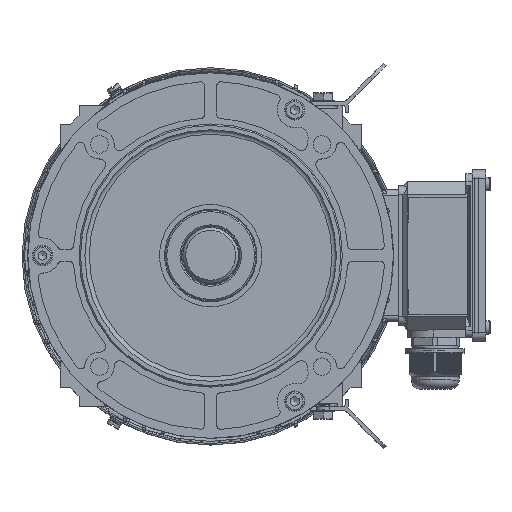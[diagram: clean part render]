
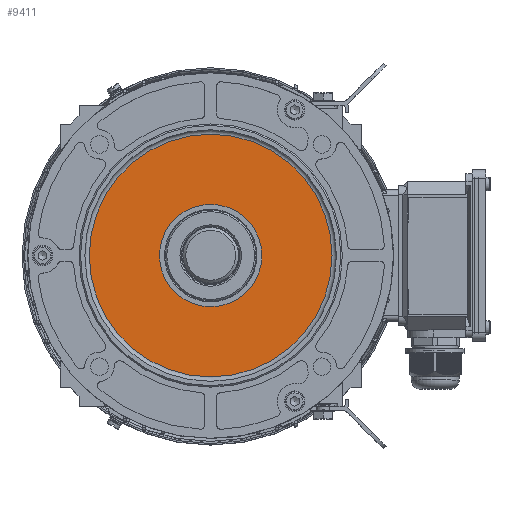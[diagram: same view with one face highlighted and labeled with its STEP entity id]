
A CAD part, top view. The second image highlights one B-rep face of the part: STEP entity #9411.
In plain terms, the highlighted planar face has unit normal (0, 0, 1).
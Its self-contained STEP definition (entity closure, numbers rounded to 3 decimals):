
#3480=FACE_BOUND('',#22587,.T.);
#3481=FACE_BOUND('',#22588,.T.);
#9411=ADVANCED_FACE('',(#3480,#3481),#12668,.F.);
#12668=PLANE('',#99895);
#22587=EDGE_LOOP('',(#46571));
#22588=EDGE_LOOP('',(#46572));
#27479=CIRCLE('',#99892,83.);
#27480=CIRCLE('',#99894,35.);
#46571=ORIENTED_EDGE('',*,*,#73403,.F.);
#46572=ORIENTED_EDGE('',*,*,#73402,.T.);
#61302=VERTEX_POINT('',#154762);
#61303=VERTEX_POINT('',#154765);
#73402=EDGE_CURVE('',#61302,#61302,#27479,.T.);
#73403=EDGE_CURVE('',#61303,#61303,#27480,.T.);
#99892=AXIS2_PLACEMENT_3D('',#154761,#120456,#120457);
#99894=AXIS2_PLACEMENT_3D('',#154764,#120460,#120461);
#99895=AXIS2_PLACEMENT_3D('',#154766,#120462,#120463);
#120456=DIRECTION('',(0.,0.,1.));
#120457=DIRECTION('',(0.,-1.,0.));
#120460=DIRECTION('',(0.,0.,1.));
#120461=DIRECTION('',(0.,-1.,0.));
#120462=DIRECTION('',(0.,0.,-1.));
#120463=DIRECTION('',(0.,1.,0.));
#154761=CARTESIAN_POINT('',(0.,0.,277.));
#154762=CARTESIAN_POINT('',(0.,-83.,277.));
#154764=CARTESIAN_POINT('',(0.,0.,277.));
#154765=CARTESIAN_POINT('',(0.,-35.,277.));
#154766=CARTESIAN_POINT('',(83.,0.,277.));
